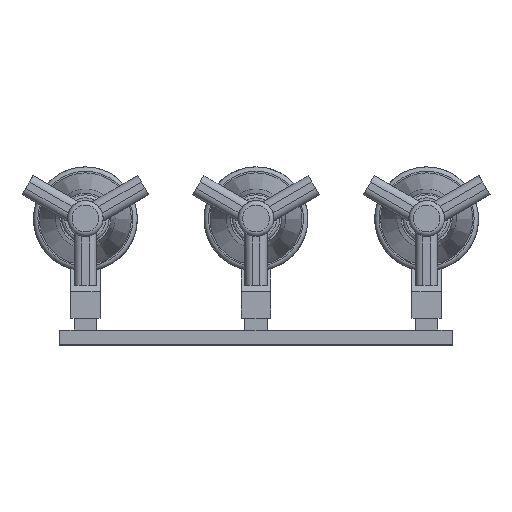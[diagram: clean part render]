
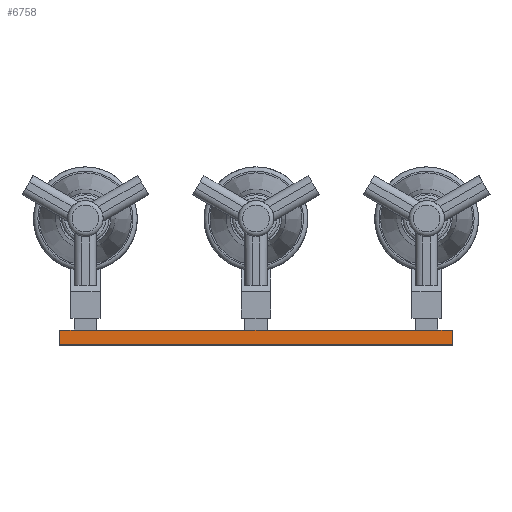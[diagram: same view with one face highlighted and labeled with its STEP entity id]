
A CAD part, top view. The second image highlights one B-rep face of the part: STEP entity #6758.
In plain terms, the highlighted planar face has unit normal (0, 0, 1).
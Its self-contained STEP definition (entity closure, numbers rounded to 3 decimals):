
#5547=CARTESIAN_POINT('',(-122.5,10.0,68.0));
#5548=VERTEX_POINT('',#5547);
#5549=CARTESIAN_POINT('',(-107.5,10.0,68.0));
#5550=VERTEX_POINT('',#5549);
#5551=CARTESIAN_POINT('',(-122.5,10.0,68.0));
#5552=DIRECTION('',(1.0,0.0,-0.0));
#5553=VECTOR('',#5552,15.0);
#5554=LINE('',#5551,#5553);
#5555=EDGE_CURVE('',#5548,#5550,#5554,.T.);
#5627=CARTESIAN_POINT('',(-7.5,10.0,68.0));
#5628=VERTEX_POINT('',#5627);
#5629=CARTESIAN_POINT('',(7.5,10.0,68.0));
#5630=VERTEX_POINT('',#5629);
#5631=CARTESIAN_POINT('',(-7.5,10.0,68.0));
#5632=DIRECTION('',(1.0,0.0,-0.0));
#5633=VECTOR('',#5632,15.0);
#5634=LINE('',#5631,#5633);
#5635=EDGE_CURVE('',#5628,#5630,#5634,.T.);
#5707=CARTESIAN_POINT('',(107.5,10.0,68.0));
#5708=VERTEX_POINT('',#5707);
#5709=CARTESIAN_POINT('',(122.5,10.0,68.0));
#5710=VERTEX_POINT('',#5709);
#5711=CARTESIAN_POINT('',(107.5,10.0,68.0));
#5712=DIRECTION('',(1.0,0.0,-0.0));
#5713=VECTOR('',#5712,15.0);
#5714=LINE('',#5711,#5713);
#5715=EDGE_CURVE('',#5708,#5710,#5714,.T.);
#6528=CARTESIAN_POINT('',(-132.5,10.0,68.0));
#6529=VERTEX_POINT('',#6528);
#6530=CARTESIAN_POINT('',(-132.5,10.0,68.0));
#6531=DIRECTION('',(1.0,0.0,-0.0));
#6532=VECTOR('',#6531,10.0);
#6533=LINE('',#6530,#6532);
#6534=EDGE_CURVE('',#6529,#5548,#6533,.T.);
#6577=CARTESIAN_POINT('',(-107.5,10.0,68.0));
#6578=DIRECTION('',(1.0,0.0,-0.0));
#6579=VECTOR('',#6578,100.0);
#6580=LINE('',#6577,#6579);
#6581=EDGE_CURVE('',#5550,#5628,#6580,.T.);
#6610=CARTESIAN_POINT('',(7.5,10.0,68.0));
#6611=DIRECTION('',(1.0,0.0,-0.0));
#6612=VECTOR('',#6611,100.0);
#6613=LINE('',#6610,#6612);
#6614=EDGE_CURVE('',#5630,#5708,#6613,.T.);
#6634=CARTESIAN_POINT('',(132.5,10.0,68.0));
#6635=VERTEX_POINT('',#6634);
#6636=CARTESIAN_POINT('',(122.5,10.0,68.0));
#6637=DIRECTION('',(1.0,0.0,-0.0));
#6638=VECTOR('',#6637,10.0);
#6639=LINE('',#6636,#6638);
#6640=EDGE_CURVE('',#5710,#6635,#6639,.T.);
#6656=CARTESIAN_POINT('',(132.5,0.0,68.0));
#6657=VERTEX_POINT('',#6656);
#6673=CARTESIAN_POINT('',(132.5,10.0,68.0));
#6674=DIRECTION('',(0.0,-1.0,0.0));
#6675=VECTOR('',#6674,10.0);
#6676=LINE('',#6673,#6675);
#6677=EDGE_CURVE('',#6635,#6657,#6676,.T.);
#6717=CARTESIAN_POINT('',(-132.5,0.0,68.0));
#6718=VERTEX_POINT('',#6717);
#6725=CARTESIAN_POINT('',(-132.5,10.0,68.0));
#6726=DIRECTION('',(0.0,-1.0,0.0));
#6727=VECTOR('',#6726,10.0);
#6728=LINE('',#6725,#6727);
#6729=EDGE_CURVE('',#6529,#6718,#6728,.T.);
#6736=CARTESIAN_POINT('',(-132.5,10.0,68.0));
#6737=DIRECTION('',(0.0,0.0,-1.0));
#6738=DIRECTION('',(-1.0,0.0,0.0));
#6739=AXIS2_PLACEMENT_3D('',#6736,#6737,#6738);
#6740=PLANE('',#6739);
#6741=CARTESIAN_POINT('',(-132.5,0.0,68.0));
#6742=DIRECTION('',(1.0,0.0,-0.0));
#6743=VECTOR('',#6742,265.0);
#6744=LINE('',#6741,#6743);
#6745=EDGE_CURVE('',#6718,#6657,#6744,.T.);
#6746=ORIENTED_EDGE('',*,*,#6745,.T.);
#6747=ORIENTED_EDGE('',*,*,#6677,.F.);
#6748=ORIENTED_EDGE('',*,*,#6640,.F.);
#6749=ORIENTED_EDGE('',*,*,#5715,.F.);
#6750=ORIENTED_EDGE('',*,*,#6614,.F.);
#6751=ORIENTED_EDGE('',*,*,#5635,.F.);
#6752=ORIENTED_EDGE('',*,*,#6581,.F.);
#6753=ORIENTED_EDGE('',*,*,#5555,.F.);
#6754=ORIENTED_EDGE('',*,*,#6534,.F.);
#6755=ORIENTED_EDGE('',*,*,#6729,.T.);
#6756=EDGE_LOOP('',(#6746,#6747,#6748,#6749,#6750,#6751,#6752,#6753,#6754,#6755));
#6757=FACE_BOUND('',#6756,.T.);
#6758=ADVANCED_FACE('',(#6757),#6740,.F.);
